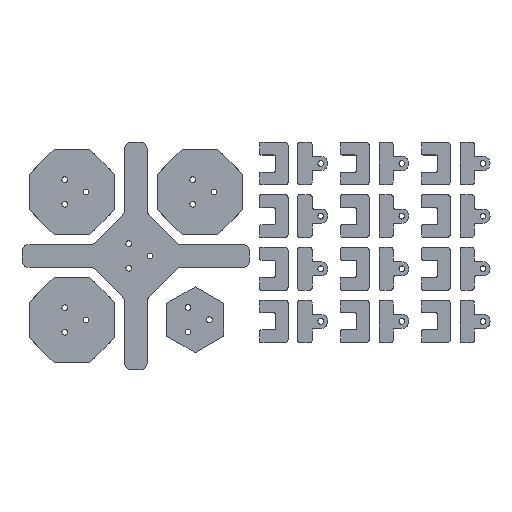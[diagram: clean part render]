
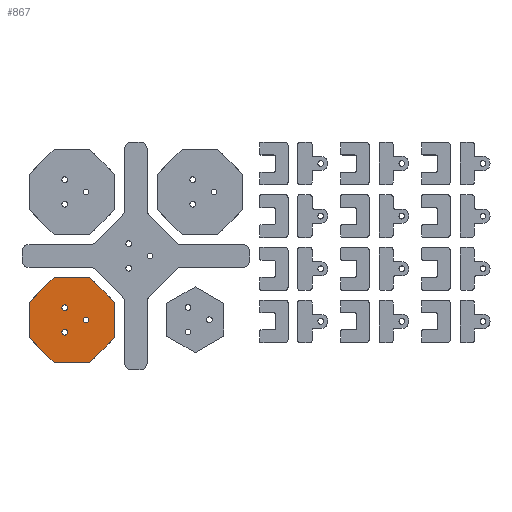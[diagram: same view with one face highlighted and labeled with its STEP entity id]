
A CAD part, top view. The second image highlights one B-rep face of the part: STEP entity #867.
In plain terms, the highlighted planar face has unit normal (0, 0, 1).
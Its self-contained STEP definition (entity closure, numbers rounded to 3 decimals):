
#867=ADVANCED_FACE('1:494',(#1580,#1581,#1582,#1583),#1584,.T.);
#1580=FACE_OUTER_BOUND('',#2246,.T.);
#1581=FACE_BOUND('',#2247,.T.);
#1582=FACE_BOUND('',#2248,.T.);
#1583=FACE_BOUND('',#2249,.T.);
#1584=PLANE('',#2250);
#2246=EDGE_LOOP('',(#3770,#3771,#3772,#3773,#3774,#3775,#3776,#3777));
#2247=EDGE_LOOP('',(#3778,#3779));
#2248=EDGE_LOOP('',(#3780,#3781));
#2249=EDGE_LOOP('',(#3782,#3783));
#2250=AXIS2_PLACEMENT_3D('',#3784,#3785,#3786);
#3770=ORIENTED_EDGE('',*,*,#4785,.T.);
#3771=ORIENTED_EDGE('',*,*,#4797,.F.);
#3772=ORIENTED_EDGE('',*,*,#4730,.T.);
#3773=ORIENTED_EDGE('',*,*,#4721,.T.);
#3774=ORIENTED_EDGE('',*,*,#4712,.T.);
#3775=ORIENTED_EDGE('',*,*,#4800,.F.);
#3776=ORIENTED_EDGE('',*,*,#4790,.T.);
#3777=ORIENTED_EDGE('',*,*,#4794,.T.);
#3778=ORIENTED_EDGE('',*,*,#4802,.F.);
#3779=ORIENTED_EDGE('',*,*,#4620,.F.);
#3780=ORIENTED_EDGE('',*,*,#4803,.F.);
#3781=ORIENTED_EDGE('',*,*,#4625,.F.);
#3782=ORIENTED_EDGE('',*,*,#4804,.F.);
#3783=ORIENTED_EDGE('',*,*,#4630,.F.);
#3784=CARTESIAN_POINT('',(0.0,0.0,10.0));
#3785=DIRECTION('',(0.0,0.0,1.0));
#3786=DIRECTION('',(1.0,0.0,0.0));
#4620=EDGE_CURVE('',#5519,#5515,#5521,.T.);
#4625=EDGE_CURVE('',#5528,#5524,#5530,.T.);
#4630=EDGE_CURVE('',#5537,#5533,#5539,.T.);
#4712=EDGE_CURVE('1:527',#5684,#5682,#5685,.T.);
#4721=EDGE_CURVE('1:548',#5695,#5684,#5696,.T.);
#4730=EDGE_CURVE('1:566',#5706,#5695,#5707,.T.);
#4785=EDGE_CURVE('1:653',#5765,#5763,#5766,.T.);
#4790=EDGE_CURVE('1:665',#5774,#5772,#5775,.T.);
#4794=EDGE_CURVE('1:674',#5772,#5765,#5779,.T.);
#4797=EDGE_CURVE('1:680',#5706,#5763,#5782,.T.);
#4800=EDGE_CURVE('1:686',#5774,#5682,#5785,.T.);
#4802=EDGE_CURVE('1:689',#5515,#5519,#5787,.T.);
#4803=EDGE_CURVE('1:692',#5524,#5528,#5788,.T.);
#4804=EDGE_CURVE('1:695',#5533,#5537,#5789,.T.);
#5515=VERTEX_POINT('',#6716);
#5519=VERTEX_POINT('',#6721);
#5521=CIRCLE('',#6724,2.0);
#5524=VERTEX_POINT('',#6727);
#5528=VERTEX_POINT('',#6732);
#5530=CIRCLE('',#6735,2.0);
#5533=VERTEX_POINT('',#6738);
#5537=VERTEX_POINT('',#6743);
#5539=CIRCLE('',#6746,2.0);
#5682=VERTEX_POINT('',#6920);
#5684=VERTEX_POINT('',#6923);
#5685=LINE('',#6924,#6925);
#5695=VERTEX_POINT('',#6937);
#5696=LINE('',#6938,#6939);
#5706=VERTEX_POINT('',#6951);
#5707=LINE('',#6952,#6953);
#5763=VERTEX_POINT('',#7011);
#5765=VERTEX_POINT('',#7014);
#5766=LINE('',#7015,#7016);
#5772=VERTEX_POINT('',#7024);
#5774=VERTEX_POINT('',#7027);
#5775=LINE('',#7028,#7029);
#5779=LINE('',#7035,#7036);
#5782=LINE('',#7040,#7041);
#5785=LINE('',#7045,#7046);
#5787=CIRCLE('',#7048,2.0);
#5788=CIRCLE('',#7049,2.0);
#5789=CIRCLE('',#7050,2.0);
#6716=CARTESIAN_POINT('',(-6.,-10.392,10.0));
#6721=CARTESIAN_POINT('',(-4.0,-6.928,10.0));
#6724=AXIS2_PLACEMENT_3D('',#7890,#7891,#7892);
#6727=CARTESIAN_POINT('',(-6.0,10.392,10.0));
#6732=CARTESIAN_POINT('',(-4.0,6.928,10.0));
#6735=AXIS2_PLACEMENT_3D('',#7898,#7899,#7900);
#6738=CARTESIAN_POINT('',(12.0,0.0,10.0));
#6743=CARTESIAN_POINT('',(8.0,0.,10.0));
#6746=AXIS2_PLACEMENT_3D('',#7906,#7907,#7908);
#6920=CARTESIAN_POINT('',(-12.426,-30.0,10.0));
#6923=CARTESIAN_POINT('',(-30.0,-12.426,10.0));
#6924=CARTESIAN_POINT('',(-30.0,-12.426,10.0));
#6925=VECTOR('',#8037,1.0);
#6937=CARTESIAN_POINT('',(-30.0,12.426,10.0));
#6938=CARTESIAN_POINT('',(-30.0,12.426,10.0));
#6939=VECTOR('',#8049,1.0);
#6951=CARTESIAN_POINT('',(-12.426,30.0,10.0));
#6952=CARTESIAN_POINT('',(-12.426,30.0,10.0));
#6953=VECTOR('',#8061,1.0);
#7011=CARTESIAN_POINT('',(12.426,30.0,10.0));
#7014=CARTESIAN_POINT('',(30.0,12.426,10.0));
#7015=CARTESIAN_POINT('',(30.0,12.426,10.0));
#7016=VECTOR('',#8137,1.0);
#7024=CARTESIAN_POINT('',(30.0,-12.426,10.0));
#7027=CARTESIAN_POINT('',(12.426,-30.0,10.0));
#7028=CARTESIAN_POINT('',(12.426,-30.0,10.0));
#7029=VECTOR('',#8141,1.0);
#7035=CARTESIAN_POINT('',(30.0,-12.426,10.0));
#7036=VECTOR('',#8144,1.0);
#7040=CARTESIAN_POINT('',(17.321,30.0,10.0));
#7041=VECTOR('',#8146,1.0);
#7045=CARTESIAN_POINT('',(-17.321,-30.0,10.0));
#7046=VECTOR('',#8148,1.0);
#7048=AXIS2_PLACEMENT_3D('',#8149,#8150,#8151);
#7049=AXIS2_PLACEMENT_3D('',#8152,#8153,#8154);
#7050=AXIS2_PLACEMENT_3D('',#8155,#8156,#8157);
#7890=CARTESIAN_POINT('',(-5.,-8.66,10.0));
#7891=DIRECTION('',(0.0,0.0,1.0));
#7892=DIRECTION('',(-0.5,-0.866,0.0));
#7898=CARTESIAN_POINT('',(-5.0,8.66,10.0));
#7899=DIRECTION('',(0.0,0.0,1.0));
#7900=DIRECTION('',(-0.5,0.866,0.0));
#7906=CARTESIAN_POINT('',(10.0,0.0,10.0));
#7907=DIRECTION('',(0.0,0.0,1.0));
#7908=DIRECTION('',(1.0,0.0,0.0));
#8037=DIRECTION('',(0.707,-0.707,0.0));
#8049=DIRECTION('',(0.0,-1.0,0.0));
#8061=DIRECTION('',(-0.707,-0.707,0.0));
#8137=DIRECTION('',(-0.707,0.707,0.0));
#8141=DIRECTION('',(0.707,0.707,0.0));
#8144=DIRECTION('',(0.,1.0,0.0));
#8146=DIRECTION('',(1.0,0.,0.0));
#8148=DIRECTION('',(-1.0,0.,0.0));
#8149=CARTESIAN_POINT('',(-5.,-8.66,10.0));
#8150=DIRECTION('',(0.0,0.0,1.0));
#8151=DIRECTION('',(-0.5,-0.866,0.0));
#8152=CARTESIAN_POINT('',(-5.0,8.66,10.0));
#8153=DIRECTION('',(0.0,0.0,1.0));
#8154=DIRECTION('',(-0.5,0.866,0.0));
#8155=CARTESIAN_POINT('',(10.0,0.0,10.0));
#8156=DIRECTION('',(0.0,0.0,1.0));
#8157=DIRECTION('',(1.0,0.0,0.0));
